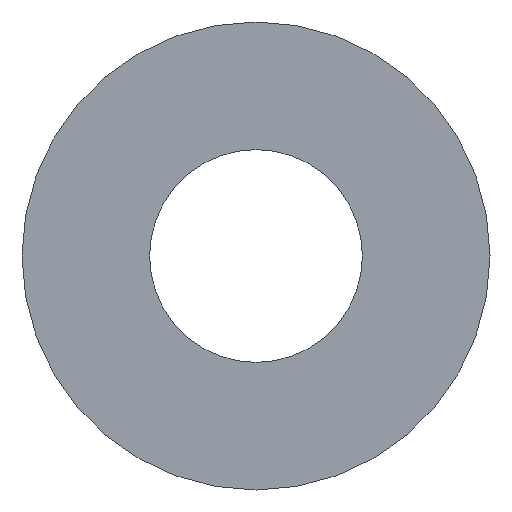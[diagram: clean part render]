
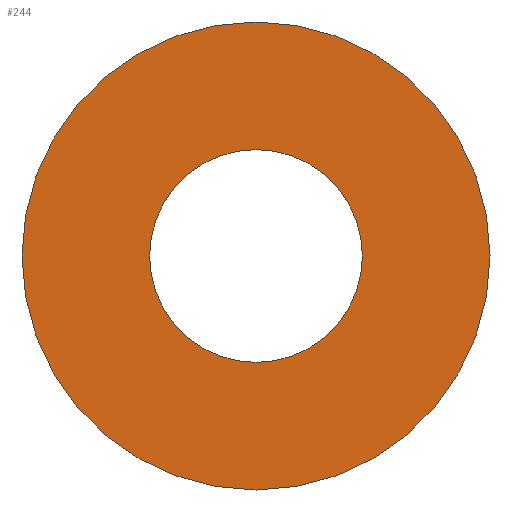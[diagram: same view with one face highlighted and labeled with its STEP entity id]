
A CAD part, front view. The second image highlights one B-rep face of the part: STEP entity #244.
In plain terms, the highlighted planar face has unit normal (0, -1, 0).
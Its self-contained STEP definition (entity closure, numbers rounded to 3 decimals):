
#2 = AXIS2_PLACEMENT_3D ( 'NONE', #554, #674, #728 ) ;
#11 = CARTESIAN_POINT ( 'NONE',  ( 0., 0., -25. ) ) ;
#59 = EDGE_CURVE ( 'NONE', #274, #498, #115, .T. ) ;
#61 = DIRECTION ( 'NONE',  ( 0., 0., 1. ) ) ;
#64 = DIRECTION ( 'NONE',  ( 0., 1., 0. ) ) ;
#71 = DIRECTION ( 'NONE',  ( 0., 1., 0. ) ) ;
#90 = PLANE ( 'NONE',  #699 ) ;
#91 = EDGE_CURVE ( 'NONE', #709, #108, #188, .T. ) ;
#99 = EDGE_LOOP ( 'NONE', ( #183, #665 ) ) ;
#108 = VERTEX_POINT ( 'NONE', #120 ) ;
#115 = CIRCLE ( 'NONE', #682, 25. ) ;
#120 = CARTESIAN_POINT ( 'NONE',  ( 0., 0., -55. ) ) ;
#123 = CARTESIAN_POINT ( 'NONE',  ( 0., 0., 0. ) ) ;
#145 = EDGE_CURVE ( 'NONE', #498, #274, #611, .T. ) ;
#153 = ORIENTED_EDGE ( 'NONE', *, *, #145, .T. ) ;
#175 = DIRECTION ( 'NONE',  ( 0., 0., 1. ) ) ;
#179 = CARTESIAN_POINT ( 'NONE',  ( 0., 0., 0. ) ) ;
#183 = ORIENTED_EDGE ( 'NONE', *, *, #479, .F. ) ;
#188 = CIRCLE ( 'NONE', #409, 55. ) ;
#244 = ADVANCED_FACE ( 'NONE', ( #265, #487 ), #90, .F. ) ;
#259 = AXIS2_PLACEMENT_3D ( 'NONE', #123, #71, #640 ) ;
#265 = FACE_OUTER_BOUND ( 'NONE', #99, .T. ) ;
#274 = VERTEX_POINT ( 'NONE', #369 ) ;
#282 = CARTESIAN_POINT ( 'NONE',  ( 0., 0., 0. ) ) ;
#315 = CARTESIAN_POINT ( 'NONE',  ( 0., 0., 0. ) ) ;
#318 = DIRECTION ( 'NONE',  ( 0., 1., 0. ) ) ;
#322 = DIRECTION ( 'NONE',  ( 0., 0., 1. ) ) ;
#369 = CARTESIAN_POINT ( 'NONE',  ( 0., 0., 25. ) ) ;
#409 = AXIS2_PLACEMENT_3D ( 'NONE', #179, #567, #61 ) ;
#479 = EDGE_CURVE ( 'NONE', #108, #709, #505, .T. ) ;
#487 = FACE_BOUND ( 'NONE', #649, .T. ) ;
#498 = VERTEX_POINT ( 'NONE', #11 ) ;
#505 = CIRCLE ( 'NONE', #2, 55. ) ;
#554 = CARTESIAN_POINT ( 'NONE',  ( 0., 0., 0. ) ) ;
#567 = DIRECTION ( 'NONE',  ( 0., 1., 0. ) ) ;
#576 = ORIENTED_EDGE ( 'NONE', *, *, #59, .T. ) ;
#611 = CIRCLE ( 'NONE', #259, 25. ) ;
#640 = DIRECTION ( 'NONE',  ( 0., 0., 1. ) ) ;
#649 = EDGE_LOOP ( 'NONE', ( #153, #576 ) ) ;
#665 = ORIENTED_EDGE ( 'NONE', *, *, #91, .F. ) ;
#674 = DIRECTION ( 'NONE',  ( 0., 1., 0. ) ) ;
#682 = AXIS2_PLACEMENT_3D ( 'NONE', #282, #64, #175 ) ;
#684 = CARTESIAN_POINT ( 'NONE',  ( 0., 0., 55. ) ) ;
#699 = AXIS2_PLACEMENT_3D ( 'NONE', #315, #318, #322 ) ;
#709 = VERTEX_POINT ( 'NONE', #684 ) ;
#728 = DIRECTION ( 'NONE',  ( 0., 0., 1. ) ) ;
